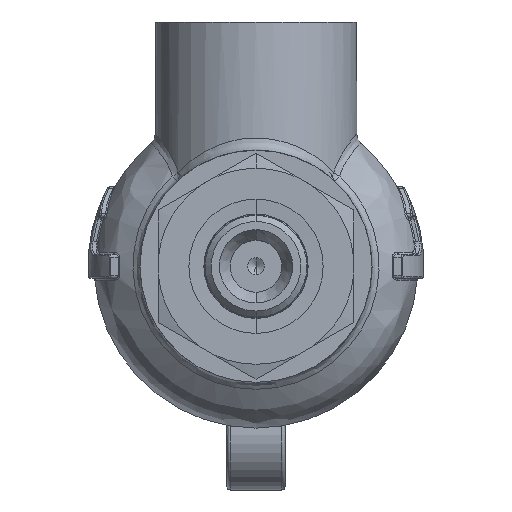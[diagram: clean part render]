
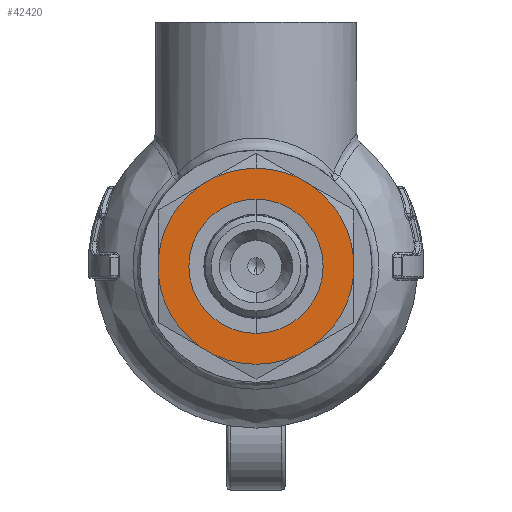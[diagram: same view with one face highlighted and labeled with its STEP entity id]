
A CAD part, front view. The second image highlights one B-rep face of the part: STEP entity #42420.
In plain terms, the highlighted planar face has unit normal (0, -1, 0).
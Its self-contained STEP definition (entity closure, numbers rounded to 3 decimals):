
#344 = DIRECTION ( 'NONE',  ( 0.866, 0., 0.5 ) ) ;
#1019 = CARTESIAN_POINT ( 'NONE',  ( -16., -13., -9.238 ) ) ;
#1248 = ORIENTED_EDGE ( 'NONE', *, *, #9145, .T. ) ;
#1931 = FACE_BOUND ( 'NONE', #4833, .T. ) ;
#2399 = VECTOR ( 'NONE', #41790, 1000. ) ;
#3506 = ORIENTED_EDGE ( 'NONE', *, *, #83761, .F. ) ;
#3747 = ORIENTED_EDGE ( 'NONE', *, *, #42282, .T. ) ;
#4025 = ORIENTED_EDGE ( 'NONE', *, *, #91369, .F. ) ;
#4077 = LINE ( 'NONE', #6593, #65455 ) ;
#4833 = EDGE_LOOP ( 'NONE', ( #16642, #53173 ) ) ;
#5269 = CARTESIAN_POINT ( 'NONE',  ( 9.096, -13., 13.223 ) ) ;
#5478 = ORIENTED_EDGE ( 'NONE', *, *, #57606, .F. ) ;
#5893 = VERTEX_POINT ( 'NONE', #5982 ) ;
#5982 = CARTESIAN_POINT ( 'NONE',  ( 0., -13., -11. ) ) ;
#6182 = CARTESIAN_POINT ( 'NONE',  ( 6.904, -13., -14.489 ) ) ;
#6593 = CARTESIAN_POINT ( 'NONE',  ( -16., -13., 9.238 ) ) ;
#8507 = VERTEX_POINT ( 'NONE', #22795 ) ;
#9145 = EDGE_CURVE ( 'NONE', #19764, #63641, #55409, .T. ) ;
#9182 = ORIENTED_EDGE ( 'NONE', *, *, #20046, .F. ) ;
#9297 = CIRCLE ( 'NONE', #21827, 16.05 ) ;
#11046 = VERTEX_POINT ( 'NONE', #5269 ) ;
#11395 = CARTESIAN_POINT ( 'NONE',  ( 0., -13., 0. ) ) ;
#13034 = CIRCLE ( 'NONE', #42125, 11. ) ;
#13241 = DIRECTION ( 'NONE',  ( 0., 1., 0. ) ) ;
#13993 = VECTOR ( 'NONE', #58604, 1000. ) ;
#14157 = FACE_OUTER_BOUND ( 'NONE', #21703, .T. ) ;
#15396 = CARTESIAN_POINT ( 'NONE',  ( 0., -13., 0. ) ) ;
#15955 = ORIENTED_EDGE ( 'NONE', *, *, #57964, .T. ) ;
#16642 = ORIENTED_EDGE ( 'NONE', *, *, #75023, .T. ) ;
#17508 = VECTOR ( 'NONE', #92251, 1000. ) ;
#18429 = VERTEX_POINT ( 'NONE', #35338 ) ;
#19123 = CIRCLE ( 'NONE', #75534, 16.05 ) ;
#19764 = VERTEX_POINT ( 'NONE', #28171 ) ;
#20046 = EDGE_CURVE ( 'NONE', #8507, #11046, #40291, .T. ) ;
#20307 = ORIENTED_EDGE ( 'NONE', *, *, #41072, .T. ) ;
#20623 = DIRECTION ( 'NONE',  ( 0., -1., 0. ) ) ;
#21703 = EDGE_LOOP ( 'NONE', ( #1248, #3506, #34111, #61052, #20307, #4025, #49951, #9182, #3747, #15955, #85053, #5478, #66212 ) ) ;
#21706 = DIRECTION ( 'NONE',  ( 0., 0., 1. ) ) ;
#21827 = AXIS2_PLACEMENT_3D ( 'NONE', #49308, #63402, #37197 ) ;
#22164 = VERTEX_POINT ( 'NONE', #76966 ) ;
#22795 = CARTESIAN_POINT ( 'NONE',  ( 6.904, -13., 14.489 ) ) ;
#23884 = DIRECTION ( 'NONE',  ( 0., 0., 1. ) ) ;
#24487 = DIRECTION ( 'NONE',  ( 0., 0., -1. ) ) ;
#24518 = EDGE_CURVE ( 'NONE', #19764, #85797, #28667, .T. ) ;
#25674 = VERTEX_POINT ( 'NONE', #38402 ) ;
#25978 = AXIS2_PLACEMENT_3D ( 'NONE', #73154, #65415, #23884 ) ;
#27241 = DIRECTION ( 'NONE',  ( 0., 0., -1. ) ) ;
#28061 = CARTESIAN_POINT ( 'NONE',  ( 0., -13., 0. ) ) ;
#28171 = CARTESIAN_POINT ( 'NONE',  ( -16., -13., -1.266 ) ) ;
#28184 = CARTESIAN_POINT ( 'NONE',  ( 0., -13., 16.05 ) ) ;
#28237 = LINE ( 'NONE', #71808, #80657 ) ;
#28667 = LINE ( 'NONE', #1019, #17508 ) ;
#28950 = DIRECTION ( 'NONE',  ( 0., -1., 0. ) ) ;
#29380 = DIRECTION ( 'NONE',  ( 0., 0., 1. ) ) ;
#29588 = AXIS2_PLACEMENT_3D ( 'NONE', #28061, #20623, #77936 ) ;
#30395 = CARTESIAN_POINT ( 'NONE',  ( -6.904, -13., -14.489 ) ) ;
#31021 = CIRCLE ( 'NONE', #68625, 16.05 ) ;
#32496 = CARTESIAN_POINT ( 'NONE',  ( 0., -13., 0. ) ) ;
#33494 = DIRECTION ( 'NONE',  ( 0., -1., 0. ) ) ;
#34111 = ORIENTED_EDGE ( 'NONE', *, *, #89204, .T. ) ;
#34861 = CIRCLE ( 'NONE', #29588, 16.05 ) ;
#35338 = CARTESIAN_POINT ( 'NONE',  ( 0., -13., 11. ) ) ;
#37058 = CARTESIAN_POINT ( 'NONE',  ( 0., -13., -18.475 ) ) ;
#37197 = DIRECTION ( 'NONE',  ( 0., 0., 1. ) ) ;
#37483 = DIRECTION ( 'NONE',  ( -0.866, 0., -0.5 ) ) ;
#37938 = VERTEX_POINT ( 'NONE', #30395 ) ;
#38402 = CARTESIAN_POINT ( 'NONE',  ( -9.096, -13., 13.223 ) ) ;
#38732 = CIRCLE ( 'NONE', #92458, 16.05 ) ;
#40291 = LINE ( 'NONE', #56777, #2399 ) ;
#40699 = EDGE_CURVE ( 'NONE', #22164, #11046, #31021, .T. ) ;
#41072 = EDGE_CURVE ( 'NONE', #70313, #80624, #73368, .T. ) ;
#41790 = DIRECTION ( 'NONE',  ( 0.866, 0., -0.5 ) ) ;
#41897 = DIRECTION ( 'NONE',  ( 0., 0., 1. ) ) ;
#42125 = AXIS2_PLACEMENT_3D ( 'NONE', #78055, #13241, #41897 ) ;
#42282 = EDGE_CURVE ( 'NONE', #8507, #90765, #38732, .T. ) ;
#42420 = ADVANCED_FACE ( 'NONE', ( #14157, #1931 ), #91118, .T. ) ;
#44607 = EDGE_CURVE ( 'NONE', #25674, #72964, #4077, .T. ) ;
#45731 = CIRCLE ( 'NONE', #25978, 11. ) ;
#48756 = VERTEX_POINT ( 'NONE', #6182 ) ;
#49308 = CARTESIAN_POINT ( 'NONE',  ( 0., -13., 0. ) ) ;
#49951 = ORIENTED_EDGE ( 'NONE', *, *, #40699, .T. ) ;
#50160 = LINE ( 'NONE', #67216, #59125 ) ;
#50676 = CARTESIAN_POINT ( 'NONE',  ( 0., -13., 0. ) ) ;
#53173 = ORIENTED_EDGE ( 'NONE', *, *, #74670, .T. ) ;
#55409 = CIRCLE ( 'NONE', #57275, 16.05 ) ;
#55626 = CARTESIAN_POINT ( 'NONE',  ( 0., -13., 11. ) ) ;
#55861 = DIRECTION ( 'NONE',  ( 0., 0., 1. ) ) ;
#56777 = CARTESIAN_POINT ( 'NONE',  ( 0., -13., 18.475 ) ) ;
#56892 = CARTESIAN_POINT ( 'NONE',  ( 9.096, -13., -13.223 ) ) ;
#57275 = AXIS2_PLACEMENT_3D ( 'NONE', #32496, #82366, #55861 ) ;
#57606 = EDGE_CURVE ( 'NONE', #85797, #25674, #9297, .T. ) ;
#57964 = EDGE_CURVE ( 'NONE', #90765, #72964, #34861, .T. ) ;
#58604 = DIRECTION ( 'NONE',  ( -0.866, 0., 0.5 ) ) ;
#59125 = VECTOR ( 'NONE', #24487, 1000. ) ;
#61052 = ORIENTED_EDGE ( 'NONE', *, *, #73900, .F. ) ;
#62282 = CARTESIAN_POINT ( 'NONE',  ( -6.904, -13., 14.489 ) ) ;
#62833 = DIRECTION ( 'NONE',  ( 0., -1., 0. ) ) ;
#63402 = DIRECTION ( 'NONE',  ( 0., 1., 0. ) ) ;
#63641 = VERTEX_POINT ( 'NONE', #86214 ) ;
#65415 = DIRECTION ( 'NONE',  ( 0., 1., 0. ) ) ;
#65455 = VECTOR ( 'NONE', #344, 1000. ) ;
#66212 = ORIENTED_EDGE ( 'NONE', *, *, #24518, .F. ) ;
#67216 = CARTESIAN_POINT ( 'NONE',  ( 16., -13., 9.238 ) ) ;
#68625 = AXIS2_PLACEMENT_3D ( 'NONE', #78532, #28950, #70733 ) ;
#68648 = CARTESIAN_POINT ( 'NONE',  ( -16., -13., 1.266 ) ) ;
#70313 = VERTEX_POINT ( 'NONE', #56892 ) ;
#70385 = AXIS2_PLACEMENT_3D ( 'NONE', #50676, #85850, #21706 ) ;
#70733 = DIRECTION ( 'NONE',  ( 0., 0., 1. ) ) ;
#71808 = CARTESIAN_POINT ( 'NONE',  ( 16., -13., -9.238 ) ) ;
#72964 = VERTEX_POINT ( 'NONE', #62282 ) ;
#73154 = CARTESIAN_POINT ( 'NONE',  ( 0., -13., 0. ) ) ;
#73368 = CIRCLE ( 'NONE', #70385, 16.05 ) ;
#73900 = EDGE_CURVE ( 'NONE', #70313, #48756, #28237, .T. ) ;
#74670 = EDGE_CURVE ( 'NONE', #5893, #18429, #45731, .T. ) ;
#75023 = EDGE_CURVE ( 'NONE', #18429, #5893, #13034, .T. ) ;
#75534 = AXIS2_PLACEMENT_3D ( 'NONE', #15396, #86384, #29380 ) ;
#76966 = CARTESIAN_POINT ( 'NONE',  ( 16., -13., 1.266 ) ) ;
#77936 = DIRECTION ( 'NONE',  ( 0., 0., 1. ) ) ;
#78055 = CARTESIAN_POINT ( 'NONE',  ( 0., -13., 0. ) ) ;
#78532 = CARTESIAN_POINT ( 'NONE',  ( 0., -13., 0. ) ) ;
#78920 = AXIS2_PLACEMENT_3D ( 'NONE', #55626, #62833, #27241 ) ;
#80624 = VERTEX_POINT ( 'NONE', #88107 ) ;
#80657 = VECTOR ( 'NONE', #37483, 1000. ) ;
#82366 = DIRECTION ( 'NONE',  ( 0., -1., 0. ) ) ;
#83346 = DIRECTION ( 'NONE',  ( 0., 0., 1. ) ) ;
#83761 = EDGE_CURVE ( 'NONE', #37938, #63641, #90824, .T. ) ;
#85053 = ORIENTED_EDGE ( 'NONE', *, *, #44607, .F. ) ;
#85797 = VERTEX_POINT ( 'NONE', #68648 ) ;
#85850 = DIRECTION ( 'NONE',  ( 0., -1., 0. ) ) ;
#86214 = CARTESIAN_POINT ( 'NONE',  ( -9.096, -13., -13.223 ) ) ;
#86384 = DIRECTION ( 'NONE',  ( 0., -1., 0. ) ) ;
#88107 = CARTESIAN_POINT ( 'NONE',  ( 16., -13., -1.266 ) ) ;
#89204 = EDGE_CURVE ( 'NONE', #37938, #48756, #19123, .T. ) ;
#90765 = VERTEX_POINT ( 'NONE', #28184 ) ;
#90824 = LINE ( 'NONE', #37058, #13993 ) ;
#91118 = PLANE ( 'NONE',  #78920 ) ;
#91369 = EDGE_CURVE ( 'NONE', #22164, #80624, #50160, .T. ) ;
#92251 = DIRECTION ( 'NONE',  ( 0., 0., 1. ) ) ;
#92458 = AXIS2_PLACEMENT_3D ( 'NONE', #11395, #33494, #83346 ) ;
